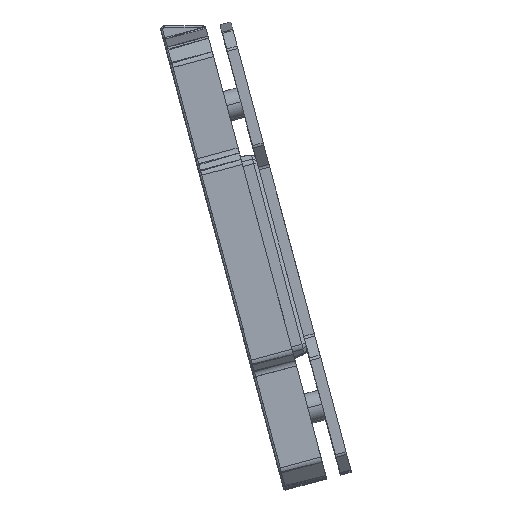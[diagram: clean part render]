
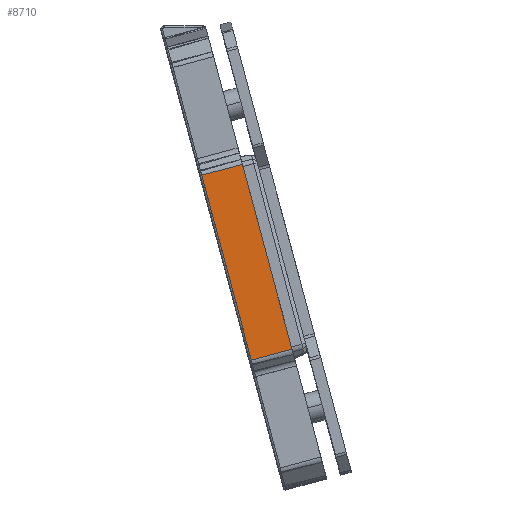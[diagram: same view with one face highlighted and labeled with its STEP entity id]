
A CAD part, top view. The second image highlights one B-rep face of the part: STEP entity #8710.
In plain terms, the highlighted planar face has unit normal (0, 0, 1).
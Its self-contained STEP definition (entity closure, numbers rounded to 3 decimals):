
#183 = EDGE_CURVE ( 'NONE', #32880, #10579, #13262, .T. ) ;
#3374 = AXIS2_PLACEMENT_3D ( 'NONE', #54042, #22945, #59281 ) ;
#7746 = CARTESIAN_POINT ( 'NONE',  ( 109.548, -17.212, 118. ) ) ;
#8710 = ADVANCED_FACE ( 'NONE', ( #63755 ), #37966, .F. ) ;
#10579 = VERTEX_POINT ( 'NONE', #40261 ) ;
#13262 = LINE ( 'NONE', #32142, #65271 ) ;
#14370 = EDGE_CURVE ( 'NONE', #10579, #51644, #59347, .T. ) ;
#15193 = ORIENTED_EDGE ( 'NONE', *, *, #57502, .T. ) ;
#17342 = VERTEX_POINT ( 'NONE', #63278 ) ;
#22945 = DIRECTION ( 'NONE',  ( 0., 0., -1. ) ) ;
#23288 = DIRECTION ( 'NONE',  ( 0.259, -0.966, 0. ) ) ;
#23389 = LINE ( 'NONE', #7746, #64767 ) ;
#27832 = DIRECTION ( 'NONE',  ( -0.259, 0.966, 0. ) ) ;
#28187 = LINE ( 'NONE', #42454, #55764 ) ;
#30127 = CARTESIAN_POINT ( 'NONE',  ( 96.001, 33.347, 118. ) ) ;
#32142 = CARTESIAN_POINT ( 'NONE',  ( 120.871, -15.036, 118. ) ) ;
#32880 = VERTEX_POINT ( 'NONE', #43496 ) ;
#33380 = VECTOR ( 'NONE', #41235, 1000. ) ;
#37235 = ORIENTED_EDGE ( 'NONE', *, *, #183, .T. ) ;
#37966 = PLANE ( 'NONE',  #3374 ) ;
#40261 = CARTESIAN_POINT ( 'NONE',  ( 107.109, 36.324, 118. ) ) ;
#41235 = DIRECTION ( 'NONE',  ( -0.966, -0.259, 0. ) ) ;
#41476 = CARTESIAN_POINT ( 'NONE',  ( 95.518, 33.218, 118. ) ) ;
#42454 = CARTESIAN_POINT ( 'NONE',  ( 109.065, -17.342, 118. ) ) ;
#43496 = CARTESIAN_POINT ( 'NONE',  ( 120.656, -14.236, 118. ) ) ;
#47218 = DIRECTION ( 'NONE',  ( 0.966, 0.259, 0. ) ) ;
#48564 = ORIENTED_EDGE ( 'NONE', *, *, #64431, .T. ) ;
#51644 = VERTEX_POINT ( 'NONE', #30127 ) ;
#54042 = CARTESIAN_POINT ( 'NONE',  ( 109.28, -18.142, 118. ) ) ;
#55764 = VECTOR ( 'NONE', #47218, 1000. ) ;
#57502 = EDGE_CURVE ( 'NONE', #17342, #32880, #28187, .T. ) ;
#57594 = EDGE_LOOP ( 'NONE', ( #63091, #48564, #15193, #37235 ) ) ;
#59281 = DIRECTION ( 'NONE',  ( -0.966, -0.259, 0. ) ) ;
#59347 = LINE ( 'NONE', #41476, #33380 ) ;
#63091 = ORIENTED_EDGE ( 'NONE', *, *, #14370, .T. ) ;
#63278 = CARTESIAN_POINT ( 'NONE',  ( 109.548, -17.212, 118. ) ) ;
#63755 = FACE_OUTER_BOUND ( 'NONE', #57594, .T. ) ;
#64431 = EDGE_CURVE ( 'NONE', #51644, #17342, #23389, .T. ) ;
#64767 = VECTOR ( 'NONE', #23288, 1000. ) ;
#65271 = VECTOR ( 'NONE', #27832, 1000. ) ;
